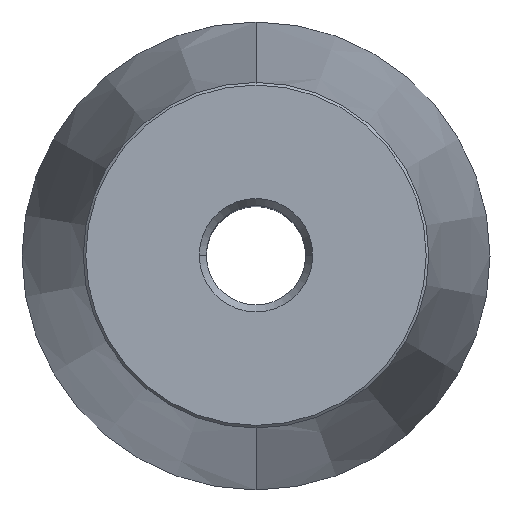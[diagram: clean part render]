
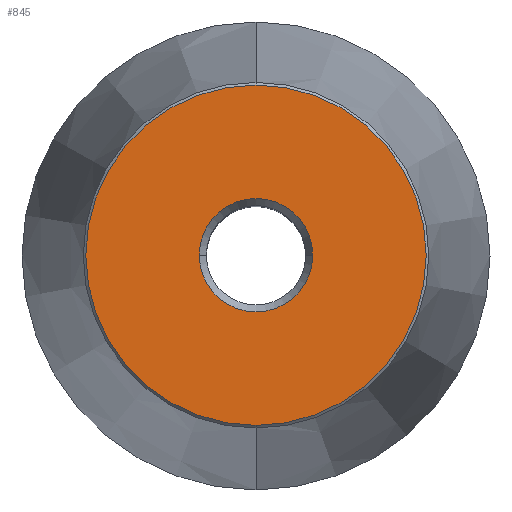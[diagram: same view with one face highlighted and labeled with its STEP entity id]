
A CAD part, top view. The second image highlights one B-rep face of the part: STEP entity #845.
In plain terms, the highlighted planar face has unit normal (0, 0, 1).
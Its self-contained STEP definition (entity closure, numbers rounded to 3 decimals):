
#453=VERTEX_POINT('NONE',#1222);
#499=EDGE_CURVE('NONE',#573,#453,#1272,.T.);
#573=VERTEX_POINT('NONE',#1357);
#639=EDGE_CURVE('NONE',#771,#759,#1426,.T.);
#667=EDGE_CURVE('NONE',#453,#573,#1456,.T.);
#759=VERTEX_POINT('NONE',#1554);
#771=VERTEX_POINT('NONE',#1566);
#773=EDGE_CURVE('NONE',#759,#771,#1568,.T.);
#845=ADVANCED_FACE('NONE',(#1649,#1650),#1651,.T.);
#1222=CARTESIAN_POINT('',(0.0,12.0,40.0));
#1272=CIRCLE('',#2181,12.0);
#1357=CARTESIAN_POINT('',(0.,-12.0,40.0));
#1426=CIRCLE('',#2392,4.);
#1456=CIRCLE('',#2433,12.0);
#1554=CARTESIAN_POINT('',(4.,0.0,40.0));
#1566=CARTESIAN_POINT('',(-4.,0.,40.0));
#1568=CIRCLE('',#2643,4.);
#1649=FACE_OUTER_BOUND('',#2787,.T.);
#1650=FACE_BOUND('',#2788,.T.);
#1651=PLANE('',#2789);
#2181=AXIS2_PLACEMENT_3D('',#3430,#3431,#3432);
#2392=AXIS2_PLACEMENT_3D('',#3604,#3605,#3606);
#2433=AXIS2_PLACEMENT_3D('',#3637,#3638,#3639);
#2643=AXIS2_PLACEMENT_3D('',#3737,#3738,#3739);
#2787=EDGE_LOOP('',(#3843,#3844));
#2788=EDGE_LOOP('',(#3845,#3846));
#2789=AXIS2_PLACEMENT_3D('',#3847,#3848,#3849);
#3430=CARTESIAN_POINT('',(0.0,0.,40.0));
#3431=DIRECTION('',(0.0,0.0,-1.0));
#3432=DIRECTION('',(0.0,1.0,0.0));
#3604=CARTESIAN_POINT('',(0.0,0.0,40.0));
#3605=DIRECTION('',(0.0,0.0,-1.0));
#3606=DIRECTION('',(-1.0,0.0,0.0));
#3637=CARTESIAN_POINT('',(0.0,0.,40.0));
#3638=DIRECTION('',(0.0,0.0,-1.0));
#3639=DIRECTION('',(0.0,1.0,0.0));
#3737=CARTESIAN_POINT('',(0.0,0.0,40.0));
#3738=DIRECTION('',(0.0,0.0,-1.0));
#3739=DIRECTION('',(-1.0,0.0,0.0));
#3843=ORIENTED_EDGE('',*,*,#667,.F.);
#3844=ORIENTED_EDGE('',*,*,#499,.F.);
#3845=ORIENTED_EDGE('',*,*,#773,.T.);
#3846=ORIENTED_EDGE('',*,*,#639,.T.);
#3847=CARTESIAN_POINT('',(0.0,0.,40.0));
#3848=DIRECTION('',(0.0,0.0,1.0));
#3849=DIRECTION('',(1.0,0.0,0.0));
